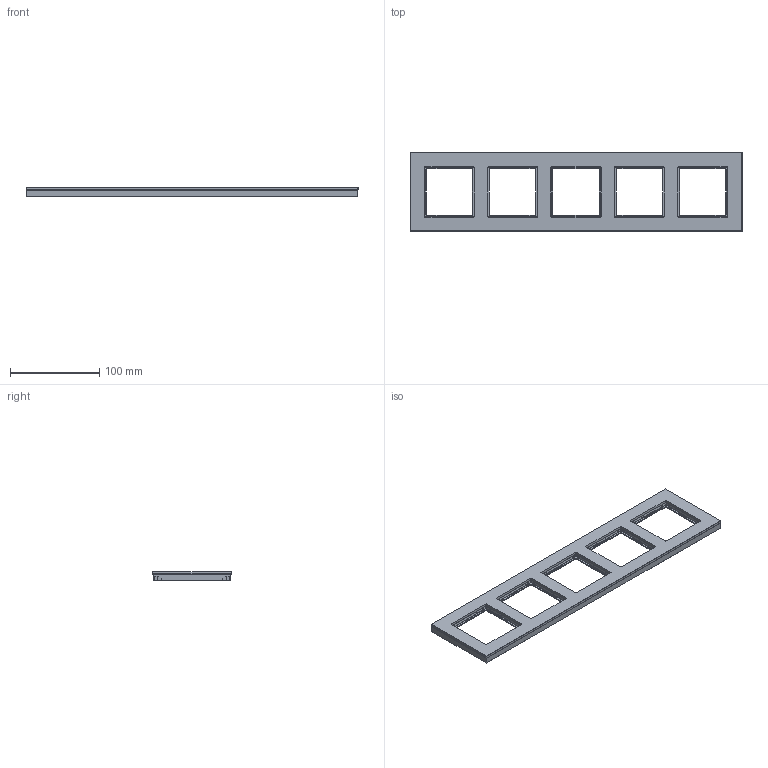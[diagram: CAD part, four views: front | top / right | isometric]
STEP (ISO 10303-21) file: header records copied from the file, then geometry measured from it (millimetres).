
FILE_DESCRIPTION((''),'2;1');
FILE_NAME('WAD8500GBM_ASM','2025-02-24T11:05:30',('andolfs'),(''),'CREO PARAMETRIC BY PTC INC, 2023154','CREO PARAMETRIC BY PTC INC, 2023154','');
FILE_SCHEMA(('CONFIG_CONTROL_DESIGN','SHAPE_APPEARANCE_LAYERS_GROUPS'));
Products named in the file (7): W4G0210_18; W1A2216_86; W1A2220_GP; 9204676000_KLEBEPAD; 9204677000_KLEBEPAD; W2A0569_00_ASM; WAD8500GBM_ASM
Assembly tree (9 placements, depth 3):
  WAD8500GBM_ASM
    W4G0210_18
    W2A0569_00_ASM
      W1A2216_86
      W1A2220_GP
      9204676000_KLEBEPAD
      9204677000_KLEBEPAD  x4
Bounding box: 372 x 88 x 10 mm (x, y, z)
Volume: 95887.7 mm3; surface area: 114159.3 mm2
Topology: 7 solids, 7 shells, 3106 faces, 8104 edges, 5128 vertices
Faces by surface type: plane 1064, extrusion 814, cylinder 496, bspline 352, cone 140, torus 140, sphere 80, revolution 20
Entity records: 181570 total; most frequent: CARTESIAN_POINT 63826, ORIENTED_EDGE 15920, PRESENTATION_STYLE_ASSIGNMENT 11716, DIRECTION 11712, STYLED_ITEM 11658, CURVE_STYLE 8698, EDGE_CURVE 7960, VERTEX_POINT 5032
